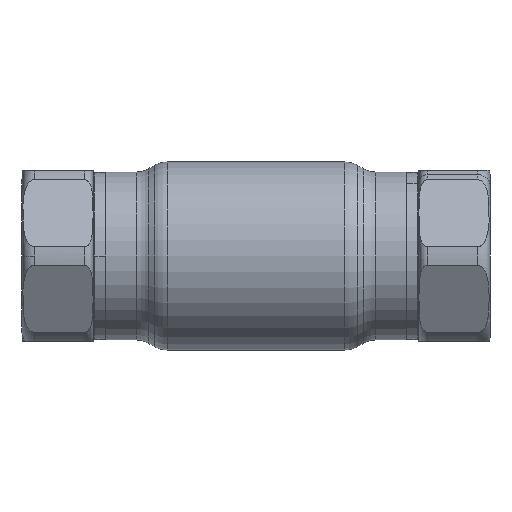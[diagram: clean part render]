
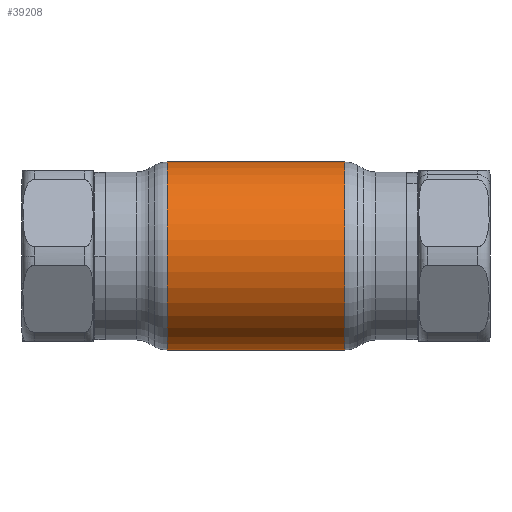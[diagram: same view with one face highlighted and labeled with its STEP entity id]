
A CAD part, front view. The second image highlights one B-rep face of the part: STEP entity #39208.
In plain terms, the highlighted cylindrical face has radius 22.5 mm (diameter 45 mm), a partial arc.
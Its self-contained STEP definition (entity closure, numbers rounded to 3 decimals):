
#704 = CYLINDRICAL_SURFACE ( 'NONE', #23213, 22.5 ) ;
#1111 = ORIENTED_EDGE ( 'NONE', *, *, #52871, .T. ) ;
#1501 = DIRECTION ( 'NONE',  ( -1., 0., 0. ) ) ;
#3215 = EDGE_CURVE ( 'NONE', #27262, #30942, #31063, .T. ) ;
#3985 = CARTESIAN_POINT ( 'NONE',  ( -62.69, 0., 22.5 ) ) ;
#8431 = DIRECTION ( 'NONE',  ( -1., 0., 0. ) ) ;
#9262 = AXIS2_PLACEMENT_3D ( 'NONE', #22723, #8431, #32217 ) ;
#9697 = EDGE_CURVE ( 'NONE', #16687, #16478, #29449, .T. ) ;
#14575 = CARTESIAN_POINT ( 'NONE',  ( 21.285, 0., 22.5 ) ) ;
#14785 = EDGE_LOOP ( 'NONE', ( #31772, #1111, #39154, #45423 ) ) ;
#15573 = DIRECTION ( 'NONE',  ( -1., 0., 0. ) ) ;
#16478 = VERTEX_POINT ( 'NONE', #51782 ) ;
#16687 = VERTEX_POINT ( 'NONE', #56799 ) ;
#20531 = CARTESIAN_POINT ( 'NONE',  ( -21.285, 0., 22.5 ) ) ;
#22723 = CARTESIAN_POINT ( 'NONE',  ( 21.285, 0., 0. ) ) ;
#23213 = AXIS2_PLACEMENT_3D ( 'NONE', #56826, #15573, #23911 ) ;
#23911 = DIRECTION ( 'NONE',  ( 0., 0., 1. ) ) ;
#27262 = VERTEX_POINT ( 'NONE', #14575 ) ;
#29449 = LINE ( 'NONE', #52013, #57400 ) ;
#30942 = VERTEX_POINT ( 'NONE', #20531 ) ;
#31063 = LINE ( 'NONE', #3985, #45665 ) ;
#31772 = ORIENTED_EDGE ( 'NONE', *, *, #9697, .F. ) ;
#32217 = DIRECTION ( 'NONE',  ( 0., 0., 1. ) ) ;
#35132 = DIRECTION ( 'NONE',  ( -1., 0., 0. ) ) ;
#39154 = ORIENTED_EDGE ( 'NONE', *, *, #3215, .T. ) ;
#39208 = ADVANCED_FACE ( 'NONE', ( #41418 ), #704, .T. ) ;
#39561 = CARTESIAN_POINT ( 'NONE',  ( -21.285, 0., 0. ) ) ;
#40229 = DIRECTION ( 'NONE',  ( -1., 0., 0. ) ) ;
#41418 = FACE_OUTER_BOUND ( 'NONE', #14785, .T. ) ;
#42129 = EDGE_CURVE ( 'NONE', #16478, #30942, #46558, .T. ) ;
#45423 = ORIENTED_EDGE ( 'NONE', *, *, #42129, .F. ) ;
#45665 = VECTOR ( 'NONE', #40229, 1000. ) ;
#46558 = CIRCLE ( 'NONE', #52310, 22.5 ) ;
#50087 = CIRCLE ( 'NONE', #9262, 22.5 ) ;
#51782 = CARTESIAN_POINT ( 'NONE',  ( -21.285, 0., -22.5 ) ) ;
#52013 = CARTESIAN_POINT ( 'NONE',  ( -62.69, 0., -22.5 ) ) ;
#52310 = AXIS2_PLACEMENT_3D ( 'NONE', #39561, #35132, #53253 ) ;
#52871 = EDGE_CURVE ( 'NONE', #16687, #27262, #50087, .T. ) ;
#53253 = DIRECTION ( 'NONE',  ( 0., 0., 1. ) ) ;
#56799 = CARTESIAN_POINT ( 'NONE',  ( 21.285, 0., -22.5 ) ) ;
#56826 = CARTESIAN_POINT ( 'NONE',  ( -62.69, 0., 0. ) ) ;
#57400 = VECTOR ( 'NONE', #1501, 1000. ) ;
